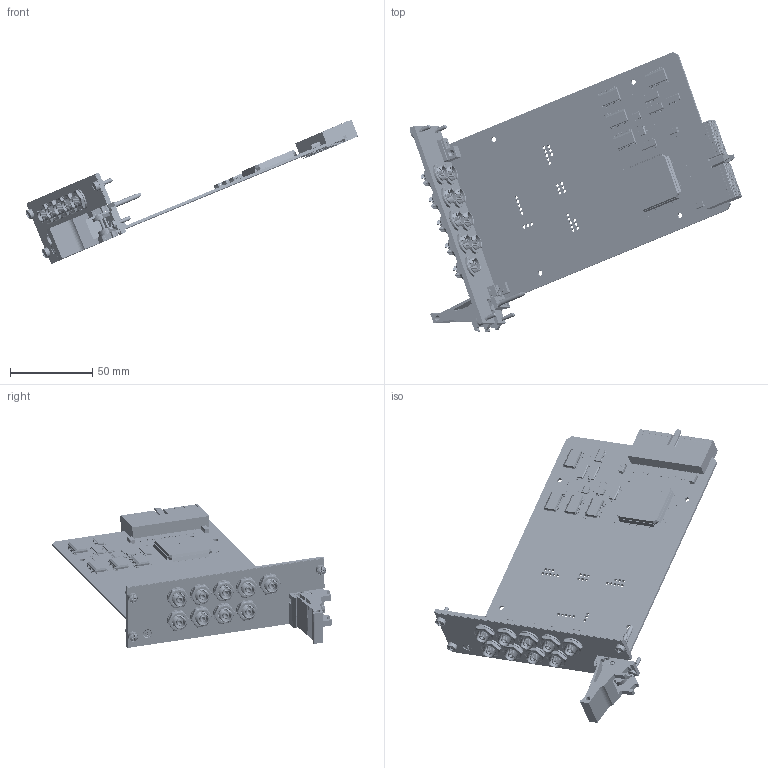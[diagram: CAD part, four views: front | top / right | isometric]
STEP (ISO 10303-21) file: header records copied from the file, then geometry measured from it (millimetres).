
FILE_DESCRIPTION (( 'STEP AP214' ), '1' );
FILE_NAME ('40-852-018 PXI Optical 1x8 MEMS FC-APC Module.STEP', '2013-09-11T15:10:38', ( 'admin' ), ( '' ), 'SwSTEP 2.0', 'SolidWorks 2012', '' );
FILE_SCHEMA (( 'AUTOMOTIVE_DESIGN' ));
Length unit declared in the file: millimetre
Products named in the file (1): 40-852-018 PXI Optical 1x8 MEMS FC-APC Module
Bounding box: 202.29 x 170.13 x 87.64 mm (x, y, z)
Surface area: 74044.5 mm2 (no closed solid volume)
Topology: 0 solids, 522 shells, 3137 faces, 14026 edges, 10996 vertices
Faces by surface type: plane 1985, cylinder 677, cone 279, torus 104, bspline 86, sphere 6
Full cylindrical faces by diameter (mm): 0.5 x2, 0.6 x110, 1.245 x93, 1.496 x1, 2 x8, 2.032 x30, 2.05 x2, 2.497 x1, 2.5 x14, 2.6 x1, 2.7 x1, 2.8 x1, 3 x3, 3.2 x4, 3.8 x18, 4.7 x1, 4.76 x1, 5 x6, 5.3 x3, 6 x4, 6.2 x9, 7.2 x9, 7.234 x3, 7.609 x5, 8.3 x9, 8.8 x9, 12.55 x9, 12.8 x9, 13.15 x4
Entity records: 180709 total; most frequent: CARTESIAN_POINT 40054, DIRECTION 20709, ORIENTED_EDGE 17788, EDGE_CURVE 13330, VERTEX_POINT 10799, LINE 8757, VECTOR 8757, AXIS2_PLACEMENT_3D 5976
